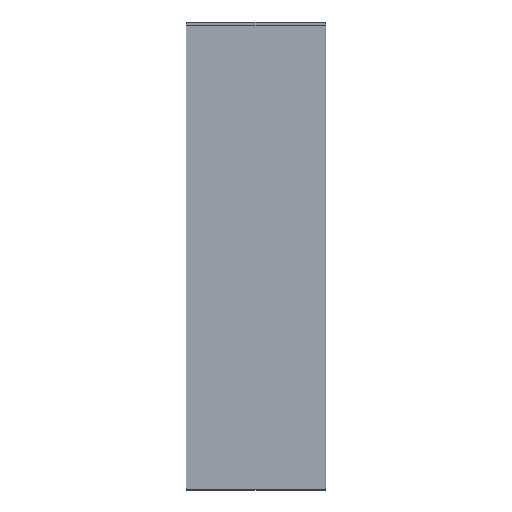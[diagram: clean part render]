
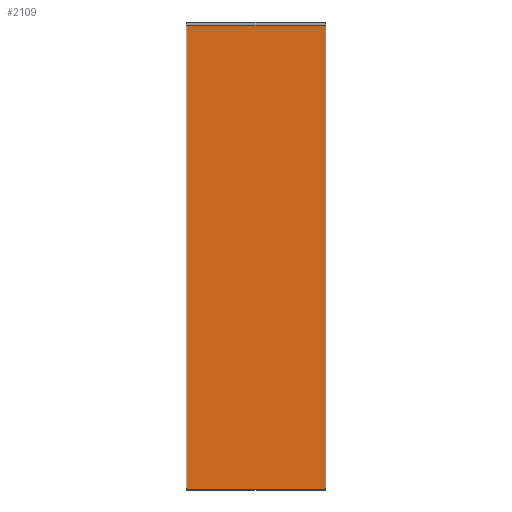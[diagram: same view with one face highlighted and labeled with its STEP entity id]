
A CAD part, top view. The second image highlights one B-rep face of the part: STEP entity #2109.
In plain terms, the highlighted planar face has unit normal (0, 0, 1).
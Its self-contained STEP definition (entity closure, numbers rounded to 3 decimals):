
#7 = ORIENTED_EDGE ( 'NONE', *, *, #2126, .F. ) ;
#182 = EDGE_CURVE ( 'NONE', #2077, #791, #1485, .T. ) ;
#202 = VECTOR ( 'NONE', #1380, 1000. ) ;
#366 = LINE ( 'NONE', #946, #1301 ) ;
#389 = CARTESIAN_POINT ( 'NONE',  ( 296.5, 996.5, 0. ) ) ;
#403 = CARTESIAN_POINT ( 'NONE',  ( -296.5, -996.5, 0. ) ) ;
#447 = DIRECTION ( 'NONE',  ( 1., 0., 0. ) ) ;
#508 = EDGE_CURVE ( 'NONE', #1462, #2077, #366, .T. ) ;
#514 = VERTEX_POINT ( 'NONE', #965 ) ;
#594 = DIRECTION ( 'NONE',  ( -1., 0., 0. ) ) ;
#791 = VERTEX_POINT ( 'NONE', #2037 ) ;
#797 = ORIENTED_EDGE ( 'NONE', *, *, #182, .F. ) ;
#811 = AXIS2_PLACEMENT_3D ( 'NONE', #948, #2345, #1198 ) ;
#946 = CARTESIAN_POINT ( 'NONE',  ( 296.5, -996.5, 0. ) ) ;
#948 = CARTESIAN_POINT ( 'NONE',  ( 0., 0., 0. ) ) ;
#965 = CARTESIAN_POINT ( 'NONE',  ( 296.5, 996.5, 0. ) ) ;
#1003 = CARTESIAN_POINT ( 'NONE',  ( -296.5, -996.5, 0. ) ) ;
#1026 = EDGE_LOOP ( 'NONE', ( #1081, #7, #797, #1475 ) ) ;
#1057 = VECTOR ( 'NONE', #2041, 1000. ) ;
#1081 = ORIENTED_EDGE ( 'NONE', *, *, #1662, .F. ) ;
#1173 = LINE ( 'NONE', #1558, #1500 ) ;
#1198 = DIRECTION ( 'NONE',  ( -1., 0., 0. ) ) ;
#1301 = VECTOR ( 'NONE', #594, 1000. ) ;
#1380 = DIRECTION ( 'NONE',  ( 0., 1., 0. ) ) ;
#1432 = CARTESIAN_POINT ( 'NONE',  ( 296.5, -996.5, 0. ) ) ;
#1462 = VERTEX_POINT ( 'NONE', #1432 ) ;
#1475 = ORIENTED_EDGE ( 'NONE', *, *, #508, .F. ) ;
#1485 = LINE ( 'NONE', #1003, #202 ) ;
#1500 = VECTOR ( 'NONE', #447, 1000. ) ;
#1558 = CARTESIAN_POINT ( 'NONE',  ( -296.5, 996.5, 0. ) ) ;
#1561 = LINE ( 'NONE', #389, #1057 ) ;
#1662 = EDGE_CURVE ( 'NONE', #514, #1462, #1561, .T. ) ;
#1908 = PLANE ( 'NONE',  #811 ) ;
#2037 = CARTESIAN_POINT ( 'NONE',  ( -296.5, 996.5, 0. ) ) ;
#2041 = DIRECTION ( 'NONE',  ( 0., -1., 0. ) ) ;
#2077 = VERTEX_POINT ( 'NONE', #403 ) ;
#2109 = ADVANCED_FACE ( 'NONE', ( #2259 ), #1908, .F. ) ;
#2126 = EDGE_CURVE ( 'NONE', #791, #514, #1173, .T. ) ;
#2259 = FACE_OUTER_BOUND ( 'NONE', #1026, .T. ) ;
#2345 = DIRECTION ( 'NONE',  ( 0., 0., -1. ) ) ;
